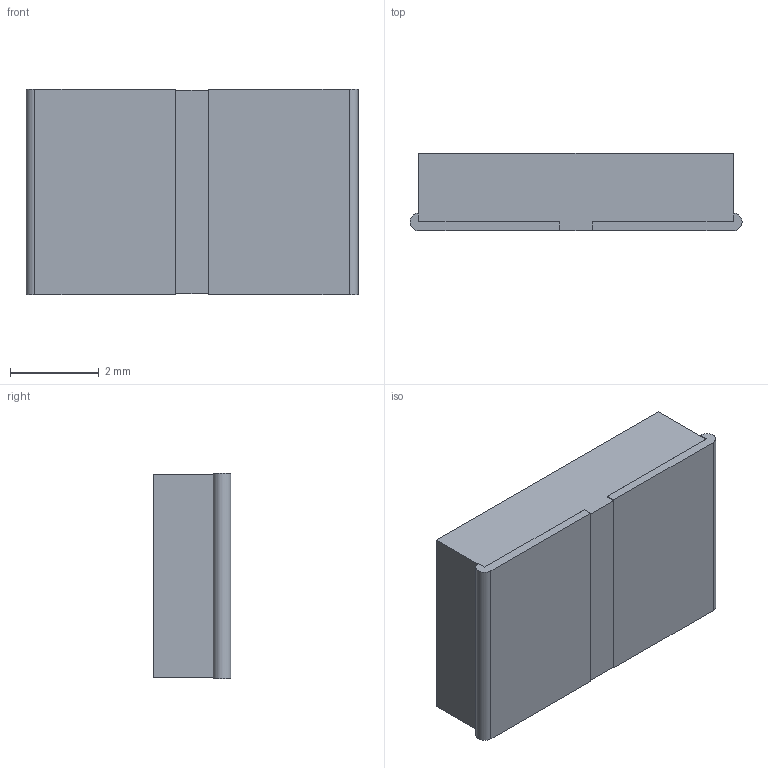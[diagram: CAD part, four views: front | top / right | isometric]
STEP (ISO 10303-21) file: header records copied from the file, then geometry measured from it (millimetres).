
FILE_DESCRIPTION(/* description */ (''),/* implementation_level */ '2;1');
FILE_NAME(/* name */ 'Vishay Dale WSHM2818R0500FEA.stp',/* time_stamp */ '2019-11-23T05:08:55+02:00',/* author */ ('BMT'),/* organization */ (''),/* preprocessor_version */ 'ST-DEVELOPER v16.5',/* originating_system */ 'Autodesk Inventor 2017',/* authorisation */ '');
FILE_SCHEMA (('AUTOMOTIVE_DESIGN { 1 0 10303 214 3 1 1 }'));
Length unit declared in the file: millimetre
Products named in the file (4): Vishay Dale WSHM2818R0500FEA; Vishay Dale WSHM2818R0500FEA 1; Vishay Dale WSHM2818R0500FEA 1_1; Vishay
Assembly tree (3 placements, depth 2):
  Vishay Dale WSHM2818R0500FEA
    Vishay Dale WSHM2818R0500FEA 1
    Vishay Dale WSHM2818R0500FEA 1_1
    Vishay
Bounding box: 7.5 x 1.75 x 4.65 mm (x, y, z)
Volume: 57.8 mm3; surface area: 181.8 mm2
Topology: 11 solids, 11 shells, 106 faces, 252 edges, 168 vertices
Faces by surface type: plane 92, bspline 12, cylinder 2
Entity records: 3192 total; most frequent: CARTESIAN_POINT 689, ORIENTED_EDGE 504, DIRECTION 434, EDGE_CURVE 252, LINE 224, VECTOR 224, VERTEX_POINT 168, EDGE_LOOP 108
